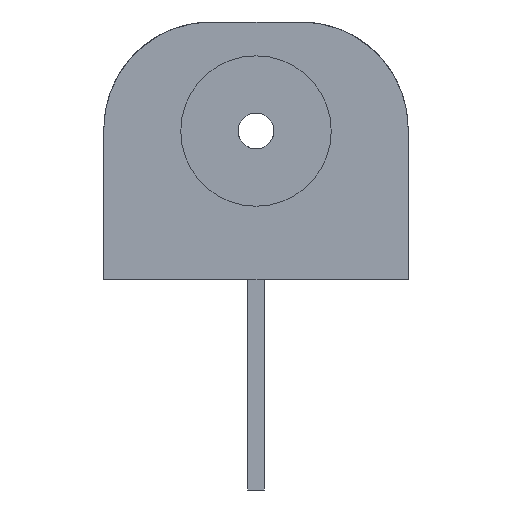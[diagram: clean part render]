
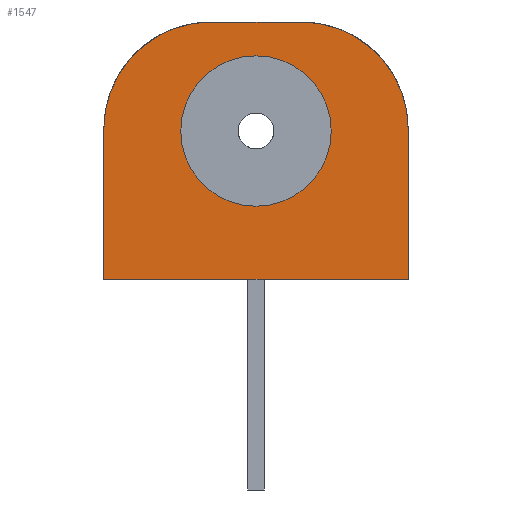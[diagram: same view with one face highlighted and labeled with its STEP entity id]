
A CAD part, left-side view. The second image highlights one B-rep face of the part: STEP entity #1547.
In plain terms, the highlighted planar face has unit normal (-1, 0, 0).
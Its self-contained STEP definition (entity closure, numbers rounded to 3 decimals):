
#32 = PLANE('',#33);
#33 = AXIS2_PLACEMENT_3D('',#34,#35,#36);
#34 = CARTESIAN_POINT('',(-53.9,8.1,0.));
#35 = DIRECTION('',(0.,1.,0.));
#36 = DIRECTION('',(1.,0.,0.));
#141 = VERTEX_POINT('',#142);
#142 = CARTESIAN_POINT('',(-53.9,8.1,0.));
#156 = PLANE('',#157);
#157 = AXIS2_PLACEMENT_3D('',#158,#159,#160);
#158 = CARTESIAN_POINT('',(-53.9,8.1,0.));
#159 = DIRECTION('',(0.,0.,1.));
#160 = DIRECTION('',(1.,0.,0.));
#168 = EDGE_CURVE('',#141,#169,#171,.T.);
#169 = VERTEX_POINT('',#170);
#170 = CARTESIAN_POINT('',(-53.9,8.1,8.));
#171 = SURFACE_CURVE('',#172,(#176,#183),.PCURVE_S1.);
#172 = LINE('',#173,#174);
#173 = CARTESIAN_POINT('',(-53.9,8.1,0.));
#174 = VECTOR('',#175,1.);
#175 = DIRECTION('',(0.,0.,1.));
#176 = PCURVE('',#32,#177);
#177 = DEFINITIONAL_REPRESENTATION('',(#178),#182);
#178 = LINE('',#179,#180);
#179 = CARTESIAN_POINT('',(0.,0.));
#180 = VECTOR('',#181,1.);
#181 = DIRECTION('',(0.,-1.));
#182 = ( GEOMETRIC_REPRESENTATION_CONTEXT(2) 
PARAMETRIC_REPRESENTATION_CONTEXT() REPRESENTATION_CONTEXT('2D SPACE',''
  ) );
#183 = PCURVE('',#184,#189);
#184 = PLANE('',#185);
#185 = AXIS2_PLACEMENT_3D('',#186,#187,#188);
#186 = CARTESIAN_POINT('',(-53.9,-8.1,0.));
#187 = DIRECTION('',(-1.,0.,0.));
#188 = DIRECTION('',(0.,1.,0.));
#189 = DEFINITIONAL_REPRESENTATION('',(#190),#194);
#190 = LINE('',#191,#192);
#191 = CARTESIAN_POINT('',(16.2,0.));
#192 = VECTOR('',#193,1.);
#193 = DIRECTION('',(0.,-1.));
#194 = ( GEOMETRIC_REPRESENTATION_CONTEXT(2) 
PARAMETRIC_REPRESENTATION_CONTEXT() REPRESENTATION_CONTEXT('2D SPACE',''
  ) );
#212 = CYLINDRICAL_SURFACE('',#213,5.7);
#213 = AXIS2_PLACEMENT_3D('',#214,#215,#216);
#214 = CARTESIAN_POINT('',(53.9,2.4,8.));
#215 = DIRECTION('',(1.,0.,0.));
#216 = DIRECTION('',(0.,1.,0.));
#1465 = EDGE_CURVE('',#169,#1466,#1468,.T.);
#1466 = VERTEX_POINT('',#1467);
#1467 = CARTESIAN_POINT('',(-53.9,2.4,13.7));
#1468 = SURFACE_CURVE('',#1469,(#1474,#1481),.PCURVE_S1.);
#1469 = CIRCLE('',#1470,5.7);
#1470 = AXIS2_PLACEMENT_3D('',#1471,#1472,#1473);
#1471 = CARTESIAN_POINT('',(-53.9,2.4,8.));
#1472 = DIRECTION('',(1.,0.,0.));
#1473 = DIRECTION('',(0.,1.,0.));
#1474 = PCURVE('',#212,#1475);
#1475 = DEFINITIONAL_REPRESENTATION('',(#1476),#1480);
#1476 = LINE('',#1477,#1478);
#1477 = CARTESIAN_POINT('',(0.,-107.8));
#1478 = VECTOR('',#1479,1.);
#1479 = DIRECTION('',(1.,0.));
#1480 = ( GEOMETRIC_REPRESENTATION_CONTEXT(2) 
PARAMETRIC_REPRESENTATION_CONTEXT() REPRESENTATION_CONTEXT('2D SPACE',''
  ) );
#1481 = PCURVE('',#184,#1482);
#1482 = DEFINITIONAL_REPRESENTATION('',(#1483),#1491);
#1483 = ( BOUNDED_CURVE() B_SPLINE_CURVE(2,(#1484,#1485,#1486,#1487,
#1488,#1489,#1490),.UNSPECIFIED.,.T.,.F.) B_SPLINE_CURVE_WITH_KNOTS((1,2
    ,2,2,2,1),(-2.094,0.,2.094,4.189,
6.283,8.378),.UNSPECIFIED.) CURVE() 
GEOMETRIC_REPRESENTATION_ITEM() RATIONAL_B_SPLINE_CURVE((1.,0.5,1.,0.5,
1.,0.5,1.)) REPRESENTATION_ITEM('') );
#1484 = CARTESIAN_POINT('',(16.2,-8.));
#1485 = CARTESIAN_POINT('',(16.2,-17.873));
#1486 = CARTESIAN_POINT('',(7.65,-12.936));
#1487 = CARTESIAN_POINT('',(-0.9,-8.));
#1488 = CARTESIAN_POINT('',(7.65,-3.064));
#1489 = CARTESIAN_POINT('',(16.2,1.873));
#1490 = CARTESIAN_POINT('',(16.2,-8.));
#1491 = ( GEOMETRIC_REPRESENTATION_CONTEXT(2) 
PARAMETRIC_REPRESENTATION_CONTEXT() REPRESENTATION_CONTEXT('2D SPACE',''
  ) );
#1509 = PLANE('',#1510);
#1510 = AXIS2_PLACEMENT_3D('',#1511,#1512,#1513);
#1511 = CARTESIAN_POINT('',(-53.9,8.1,13.7));
#1512 = DIRECTION('',(0.,0.,1.));
#1513 = DIRECTION('',(1.,0.,0.));
#1547 = ADVANCED_FACE('',(#1548,#1657),#184,.T.);
#1548 = FACE_BOUND('',#1549,.T.);
#1549 = EDGE_LOOP('',(#1550,#1573,#1601,#1634,#1655,#1656));
#1550 = ORIENTED_EDGE('',*,*,#1551,.F.);
#1551 = EDGE_CURVE('',#1552,#141,#1554,.T.);
#1552 = VERTEX_POINT('',#1553);
#1553 = CARTESIAN_POINT('',(-53.9,-8.1,0.));
#1554 = SURFACE_CURVE('',#1555,(#1559,#1566),.PCURVE_S1.);
#1555 = LINE('',#1556,#1557);
#1556 = CARTESIAN_POINT('',(-53.9,-8.1,0.));
#1557 = VECTOR('',#1558,1.);
#1558 = DIRECTION('',(0.,1.,0.));
#1559 = PCURVE('',#184,#1560);
#1560 = DEFINITIONAL_REPRESENTATION('',(#1561),#1565);
#1561 = LINE('',#1562,#1563);
#1562 = CARTESIAN_POINT('',(0.,0.));
#1563 = VECTOR('',#1564,1.);
#1564 = DIRECTION('',(1.,0.));
#1565 = ( GEOMETRIC_REPRESENTATION_CONTEXT(2) 
PARAMETRIC_REPRESENTATION_CONTEXT() REPRESENTATION_CONTEXT('2D SPACE',''
  ) );
#1566 = PCURVE('',#156,#1567);
#1567 = DEFINITIONAL_REPRESENTATION('',(#1568),#1572);
#1568 = LINE('',#1569,#1570);
#1569 = CARTESIAN_POINT('',(0.,-16.2));
#1570 = VECTOR('',#1571,1.);
#1571 = DIRECTION('',(0.,1.));
#1572 = ( GEOMETRIC_REPRESENTATION_CONTEXT(2) 
PARAMETRIC_REPRESENTATION_CONTEXT() REPRESENTATION_CONTEXT('2D SPACE',''
  ) );
#1573 = ORIENTED_EDGE('',*,*,#1574,.T.);
#1574 = EDGE_CURVE('',#1552,#1575,#1577,.T.);
#1575 = VERTEX_POINT('',#1576);
#1576 = CARTESIAN_POINT('',(-53.9,-8.1,8.));
#1577 = SURFACE_CURVE('',#1578,(#1582,#1589),.PCURVE_S1.);
#1578 = LINE('',#1579,#1580);
#1579 = CARTESIAN_POINT('',(-53.9,-8.1,0.));
#1580 = VECTOR('',#1581,1.);
#1581 = DIRECTION('',(0.,0.,1.));
#1582 = PCURVE('',#184,#1583);
#1583 = DEFINITIONAL_REPRESENTATION('',(#1584),#1588);
#1584 = LINE('',#1585,#1586);
#1585 = CARTESIAN_POINT('',(0.,0.));
#1586 = VECTOR('',#1587,1.);
#1587 = DIRECTION('',(0.,-1.));
#1588 = ( GEOMETRIC_REPRESENTATION_CONTEXT(2) 
PARAMETRIC_REPRESENTATION_CONTEXT() REPRESENTATION_CONTEXT('2D SPACE',''
  ) );
#1589 = PCURVE('',#1590,#1595);
#1590 = PLANE('',#1591);
#1591 = AXIS2_PLACEMENT_3D('',#1592,#1593,#1594);
#1592 = CARTESIAN_POINT('',(53.9,-8.1,0.));
#1593 = DIRECTION('',(0.,-1.,0.));
#1594 = DIRECTION('',(-1.,0.,0.));
#1595 = DEFINITIONAL_REPRESENTATION('',(#1596),#1600);
#1596 = LINE('',#1597,#1598);
#1597 = CARTESIAN_POINT('',(107.8,0.));
#1598 = VECTOR('',#1599,1.);
#1599 = DIRECTION('',(0.,-1.));
#1600 = ( GEOMETRIC_REPRESENTATION_CONTEXT(2) 
PARAMETRIC_REPRESENTATION_CONTEXT() REPRESENTATION_CONTEXT('2D SPACE',''
  ) );
#1601 = ORIENTED_EDGE('',*,*,#1602,.F.);
#1602 = EDGE_CURVE('',#1603,#1575,#1605,.T.);
#1603 = VERTEX_POINT('',#1604);
#1604 = CARTESIAN_POINT('',(-53.9,-2.4,13.7));
#1605 = SURFACE_CURVE('',#1606,(#1611,#1622),.PCURVE_S1.);
#1606 = CIRCLE('',#1607,5.7);
#1607 = AXIS2_PLACEMENT_3D('',#1608,#1609,#1610);
#1608 = CARTESIAN_POINT('',(-53.9,-2.4,8.));
#1609 = DIRECTION('',(1.,0.,0.));
#1610 = DIRECTION('',(0.,1.,0.));
#1611 = PCURVE('',#184,#1612);
#1612 = DEFINITIONAL_REPRESENTATION('',(#1613),#1621);
#1613 = ( BOUNDED_CURVE() B_SPLINE_CURVE(2,(#1614,#1615,#1616,#1617,
#1618,#1619,#1620),.UNSPECIFIED.,.T.,.F.) B_SPLINE_CURVE_WITH_KNOTS((1,2
    ,2,2,2,1),(-2.094,0.,2.094,4.189,
6.283,8.378),.UNSPECIFIED.) CURVE() 
GEOMETRIC_REPRESENTATION_ITEM() RATIONAL_B_SPLINE_CURVE((1.,0.5,1.,0.5,
1.,0.5,1.)) REPRESENTATION_ITEM('') );
#1614 = CARTESIAN_POINT('',(11.4,-8.));
#1615 = CARTESIAN_POINT('',(11.4,-17.873));
#1616 = CARTESIAN_POINT('',(2.85,-12.936));
#1617 = CARTESIAN_POINT('',(-5.7,-8.));
#1618 = CARTESIAN_POINT('',(2.85,-3.064));
#1619 = CARTESIAN_POINT('',(11.4,1.873));
#1620 = CARTESIAN_POINT('',(11.4,-8.));
#1621 = ( GEOMETRIC_REPRESENTATION_CONTEXT(2) 
PARAMETRIC_REPRESENTATION_CONTEXT() REPRESENTATION_CONTEXT('2D SPACE',''
  ) );
#1622 = PCURVE('',#1623,#1628);
#1623 = CYLINDRICAL_SURFACE('',#1624,5.7);
#1624 = AXIS2_PLACEMENT_3D('',#1625,#1626,#1627);
#1625 = CARTESIAN_POINT('',(53.9,-2.4,8.));
#1626 = DIRECTION('',(1.,0.,0.));
#1627 = DIRECTION('',(0.,1.,0.));
#1628 = DEFINITIONAL_REPRESENTATION('',(#1629),#1633);
#1629 = LINE('',#1630,#1631);
#1630 = CARTESIAN_POINT('',(0.,-107.8));
#1631 = VECTOR('',#1632,1.);
#1632 = DIRECTION('',(1.,0.));
#1633 = ( GEOMETRIC_REPRESENTATION_CONTEXT(2) 
PARAMETRIC_REPRESENTATION_CONTEXT() REPRESENTATION_CONTEXT('2D SPACE',''
  ) );
#1634 = ORIENTED_EDGE('',*,*,#1635,.T.);
#1635 = EDGE_CURVE('',#1603,#1466,#1636,.T.);
#1636 = SURFACE_CURVE('',#1637,(#1641,#1648),.PCURVE_S1.);
#1637 = LINE('',#1638,#1639);
#1638 = CARTESIAN_POINT('',(-53.9,-8.1,13.7));
#1639 = VECTOR('',#1640,1.);
#1640 = DIRECTION('',(0.,1.,0.));
#1641 = PCURVE('',#184,#1642);
#1642 = DEFINITIONAL_REPRESENTATION('',(#1643),#1647);
#1643 = LINE('',#1644,#1645);
#1644 = CARTESIAN_POINT('',(0.,-13.7));
#1645 = VECTOR('',#1646,1.);
#1646 = DIRECTION('',(1.,0.));
#1647 = ( GEOMETRIC_REPRESENTATION_CONTEXT(2) 
PARAMETRIC_REPRESENTATION_CONTEXT() REPRESENTATION_CONTEXT('2D SPACE',''
  ) );
#1648 = PCURVE('',#1509,#1649);
#1649 = DEFINITIONAL_REPRESENTATION('',(#1650),#1654);
#1650 = LINE('',#1651,#1652);
#1651 = CARTESIAN_POINT('',(0.,-16.2));
#1652 = VECTOR('',#1653,1.);
#1653 = DIRECTION('',(0.,1.));
#1654 = ( GEOMETRIC_REPRESENTATION_CONTEXT(2) 
PARAMETRIC_REPRESENTATION_CONTEXT() REPRESENTATION_CONTEXT('2D SPACE',''
  ) );
#1655 = ORIENTED_EDGE('',*,*,#1465,.F.);
#1656 = ORIENTED_EDGE('',*,*,#168,.F.);
#1657 = FACE_BOUND('',#1658,.T.);
#1658 = EDGE_LOOP('',(#1659));
#1659 = ORIENTED_EDGE('',*,*,#1660,.F.);
#1660 = EDGE_CURVE('',#1661,#1661,#1663,.T.);
#1661 = VERTEX_POINT('',#1662);
#1662 = CARTESIAN_POINT('',(-53.9,-4.,7.9));
#1663 = SURFACE_CURVE('',#1664,(#1669,#1676),.PCURVE_S1.);
#1664 = CIRCLE('',#1665,4.);
#1665 = AXIS2_PLACEMENT_3D('',#1666,#1667,#1668);
#1666 = CARTESIAN_POINT('',(-53.9,0.,7.9));
#1667 = DIRECTION('',(-1.,0.,0.));
#1668 = DIRECTION('',(0.,-1.,0.));
#1669 = PCURVE('',#184,#1670);
#1670 = DEFINITIONAL_REPRESENTATION('',(#1671),#1675);
#1671 = CIRCLE('',#1672,4.);
#1672 = AXIS2_PLACEMENT_2D('',#1673,#1674);
#1673 = CARTESIAN_POINT('',(8.1,-7.9));
#1674 = DIRECTION('',(-1.,0.));
#1675 = ( GEOMETRIC_REPRESENTATION_CONTEXT(2) 
PARAMETRIC_REPRESENTATION_CONTEXT() REPRESENTATION_CONTEXT('2D SPACE',''
  ) );
#1676 = PCURVE('',#1677,#1682);
#1677 = CYLINDRICAL_SURFACE('',#1678,4.);
#1678 = AXIS2_PLACEMENT_3D('',#1679,#1680,#1681);
#1679 = CARTESIAN_POINT('',(-53.9,0.,7.9));
#1680 = DIRECTION('',(-1.,0.,0.));
#1681 = DIRECTION('',(0.,-1.,0.));
#1682 = DEFINITIONAL_REPRESENTATION('',(#1683),#1687);
#1683 = LINE('',#1684,#1685);
#1684 = CARTESIAN_POINT('',(0.,0.));
#1685 = VECTOR('',#1686,1.);
#1686 = DIRECTION('',(1.,0.));
#1687 = ( GEOMETRIC_REPRESENTATION_CONTEXT(2) 
PARAMETRIC_REPRESENTATION_CONTEXT() REPRESENTATION_CONTEXT('2D SPACE',''
  ) );
